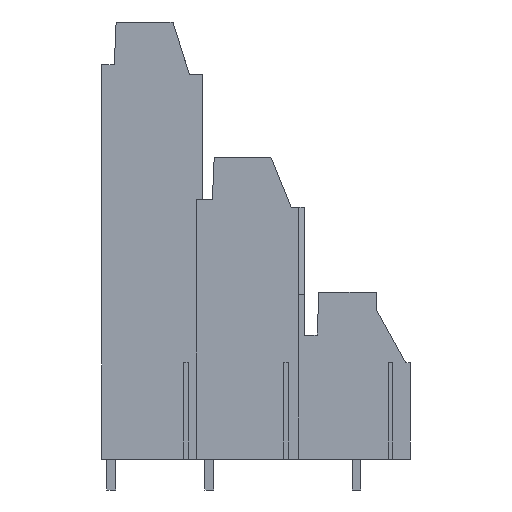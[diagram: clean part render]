
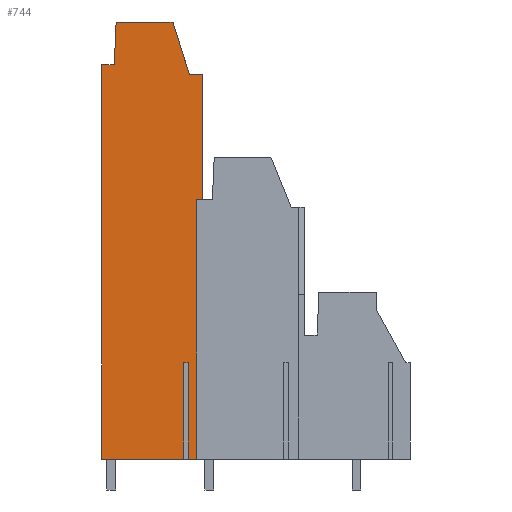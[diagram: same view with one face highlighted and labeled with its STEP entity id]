
A CAD part, left-side view. The second image highlights one B-rep face of the part: STEP entity #744.
In plain terms, the highlighted planar face has unit normal (-1, 0, 0).
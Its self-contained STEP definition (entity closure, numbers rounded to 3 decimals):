
#651=AXIS2_PLACEMENT_3D('Plane Axis2P3D',#648,#649,#650) ;
#107=CARTESIAN_POINT('Vertex',(2.54,24.592,48.47)) ;
#123=CARTESIAN_POINT('Vertex',(2.54,30.488,48.47)) ;
#126=CARTESIAN_POINT('Line Origine',(2.54,41.393,48.47)) ;
#311=CARTESIAN_POINT('Line Origine',(2.54,23.745,45.735)) ;
#315=CARTESIAN_POINT('Vertex',(2.54,22.898,43.)) ;
#622=CARTESIAN_POINT('Line Origine',(2.54,30.584,46.26)) ;
#626=CARTESIAN_POINT('Vertex',(2.54,30.681,44.05)) ;
#648=CARTESIAN_POINT('Axis2P3D Location',(2.54,21.84,31.2)) ;
#653=CARTESIAN_POINT('Line Origine',(2.54,21.811,30.05)) ;
#657=CARTESIAN_POINT('Vertex',(2.54,21.49,30.05)) ;
#659=CARTESIAN_POINT('Vertex',(2.54,22.131,30.05)) ;
#662=CARTESIAN_POINT('Line Origine',(2.54,21.49,36.525)) ;
#666=CARTESIAN_POINT('Vertex',(2.54,21.49,43.)) ;
#669=CARTESIAN_POINT('Line Origine',(2.54,22.194,43.)) ;
#674=CARTESIAN_POINT('Line Origine',(2.54,31.34,44.05)) ;
#678=CARTESIAN_POINT('Vertex',(2.54,32.,44.05)) ;
#681=CARTESIAN_POINT('Line Origine',(2.54,32.,23.625)) ;
#685=CARTESIAN_POINT('Vertex',(2.54,32.,3.2)) ;
#688=CARTESIAN_POINT('Line Origine',(2.54,27.738,3.2)) ;
#692=CARTESIAN_POINT('Vertex',(2.54,23.475,3.2)) ;
#695=CARTESIAN_POINT('Line Origine',(2.54,23.475,8.2)) ;
#699=CARTESIAN_POINT('Vertex',(2.54,23.475,13.2)) ;
#702=CARTESIAN_POINT('Line Origine',(2.54,23.25,13.2)) ;
#706=CARTESIAN_POINT('Vertex',(2.54,23.025,13.2)) ;
#709=CARTESIAN_POINT('Line Origine',(2.54,23.025,8.2)) ;
#713=CARTESIAN_POINT('Vertex',(2.54,23.025,3.2)) ;
#716=CARTESIAN_POINT('Line Origine',(2.54,22.578,3.2)) ;
#720=CARTESIAN_POINT('Vertex',(2.54,22.131,3.2)) ;
#723=CARTESIAN_POINT('Line Origine',(2.54,22.131,16.625)) ;
#127=DIRECTION('Vector Direction',(0.,1.,0.)) ;
#312=DIRECTION('Vector Direction',(0.,-0.296,-0.955)) ;
#623=DIRECTION('Vector Direction',(0.,0.044,-0.999)) ;
#649=DIRECTION('Axis2P3D Direction',(1.,0.,0.)) ;
#650=DIRECTION('Axis2P3D XDirection',(0.,1.,0.)) ;
#654=DIRECTION('Vector Direction',(0.,1.,0.)) ;
#663=DIRECTION('Vector Direction',(0.,0.,1.)) ;
#670=DIRECTION('Vector Direction',(0.,-1.,0.)) ;
#675=DIRECTION('Vector Direction',(0.,-1.,0.)) ;
#682=DIRECTION('Vector Direction',(0.,0.,1.)) ;
#689=DIRECTION('Vector Direction',(0.,1.,0.)) ;
#696=DIRECTION('Vector Direction',(0.,0.,1.)) ;
#703=DIRECTION('Vector Direction',(0.,-1.,0.)) ;
#710=DIRECTION('Vector Direction',(0.,0.,1.)) ;
#717=DIRECTION('Vector Direction',(0.,1.,0.)) ;
#724=DIRECTION('Vector Direction',(0.,0.,-1.)) ;
#128=VECTOR('Line Direction',#127,1.) ;
#313=VECTOR('Line Direction',#312,1.) ;
#624=VECTOR('Line Direction',#623,1.) ;
#655=VECTOR('Line Direction',#654,1.) ;
#664=VECTOR('Line Direction',#663,1.) ;
#671=VECTOR('Line Direction',#670,1.) ;
#676=VECTOR('Line Direction',#675,1.) ;
#683=VECTOR('Line Direction',#682,1.) ;
#690=VECTOR('Line Direction',#689,1.) ;
#697=VECTOR('Line Direction',#696,1.) ;
#704=VECTOR('Line Direction',#703,1.) ;
#711=VECTOR('Line Direction',#710,1.) ;
#718=VECTOR('Line Direction',#717,1.) ;
#725=VECTOR('Line Direction',#724,1.) ;
#729=ORIENTED_EDGE('',*,*,#661,.F.) ;
#730=ORIENTED_EDGE('',*,*,#668,.T.) ;
#731=ORIENTED_EDGE('',*,*,#673,.F.) ;
#732=ORIENTED_EDGE('',*,*,#317,.F.) ;
#733=ORIENTED_EDGE('',*,*,#130,.T.) ;
#734=ORIENTED_EDGE('',*,*,#628,.F.) ;
#735=ORIENTED_EDGE('',*,*,#680,.F.) ;
#736=ORIENTED_EDGE('',*,*,#687,.F.) ;
#737=ORIENTED_EDGE('',*,*,#694,.F.) ;
#738=ORIENTED_EDGE('',*,*,#701,.T.) ;
#739=ORIENTED_EDGE('',*,*,#708,.T.) ;
#740=ORIENTED_EDGE('',*,*,#715,.F.) ;
#741=ORIENTED_EDGE('',*,*,#722,.F.) ;
#742=ORIENTED_EDGE('',*,*,#727,.F.) ;
#744=ADVANCED_FACE('housing',(#743),#652,.F.) ;
#130=EDGE_CURVE('',#108,#124,#129,.T.) ;
#317=EDGE_CURVE('',#108,#316,#314,.T.) ;
#628=EDGE_CURVE('',#627,#124,#625,.F.) ;
#661=EDGE_CURVE('',#658,#660,#656,.T.) ;
#668=EDGE_CURVE('',#658,#667,#665,.T.) ;
#673=EDGE_CURVE('',#316,#667,#672,.T.) ;
#680=EDGE_CURVE('',#679,#627,#677,.T.) ;
#687=EDGE_CURVE('',#686,#679,#684,.T.) ;
#694=EDGE_CURVE('',#693,#686,#691,.T.) ;
#701=EDGE_CURVE('',#693,#700,#698,.T.) ;
#708=EDGE_CURVE('',#700,#707,#705,.T.) ;
#715=EDGE_CURVE('',#714,#707,#712,.T.) ;
#722=EDGE_CURVE('',#721,#714,#719,.T.) ;
#727=EDGE_CURVE('',#660,#721,#726,.T.) ;
#728=EDGE_LOOP('',(#729,#730,#731,#732,#733,#734,#735,#736,#737,#738,#739,#740,#741,#742)) ;
#743=FACE_OUTER_BOUND('',#728,.T.) ;
#129=LINE('Line',#126,#128) ;
#314=LINE('Line',#311,#313) ;
#625=LINE('Line',#622,#624) ;
#656=LINE('Line',#653,#655) ;
#665=LINE('Line',#662,#664) ;
#672=LINE('Line',#669,#671) ;
#677=LINE('Line',#674,#676) ;
#684=LINE('Line',#681,#683) ;
#691=LINE('Line',#688,#690) ;
#698=LINE('Line',#695,#697) ;
#705=LINE('Line',#702,#704) ;
#712=LINE('Line',#709,#711) ;
#719=LINE('Line',#716,#718) ;
#726=LINE('Line',#723,#725) ;
#652=PLANE('',#651) ;
#108=VERTEX_POINT('',#107) ;
#124=VERTEX_POINT('',#123) ;
#316=VERTEX_POINT('',#315) ;
#627=VERTEX_POINT('',#626) ;
#658=VERTEX_POINT('',#657) ;
#660=VERTEX_POINT('',#659) ;
#667=VERTEX_POINT('',#666) ;
#679=VERTEX_POINT('',#678) ;
#686=VERTEX_POINT('',#685) ;
#693=VERTEX_POINT('',#692) ;
#700=VERTEX_POINT('',#699) ;
#707=VERTEX_POINT('',#706) ;
#714=VERTEX_POINT('',#713) ;
#721=VERTEX_POINT('',#720) ;
